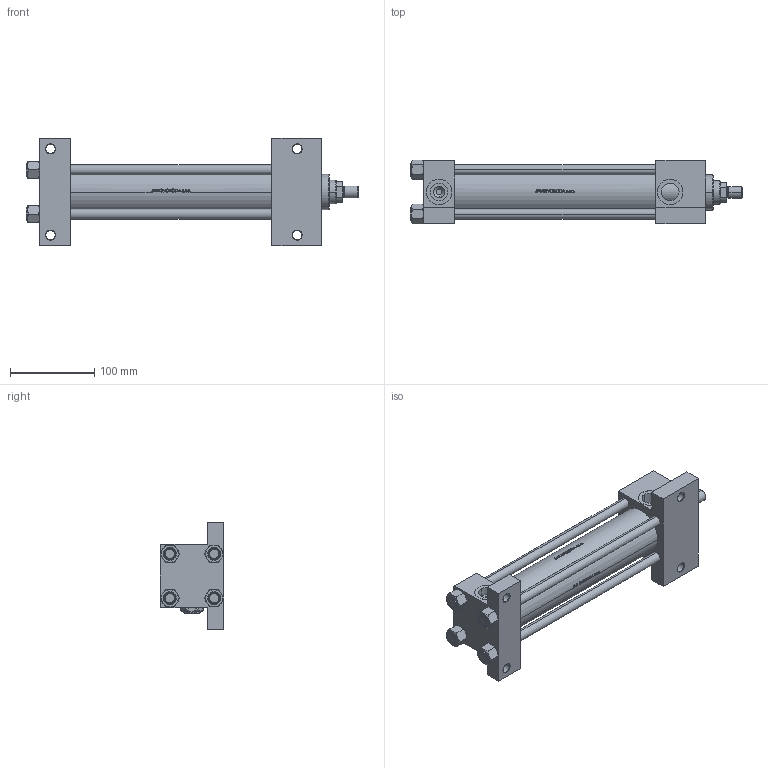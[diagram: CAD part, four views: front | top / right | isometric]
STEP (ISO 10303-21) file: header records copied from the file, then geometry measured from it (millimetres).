
FILE_DESCRIPTION (( 'STEP AP203' ), '1' );
FILE_NAME ('fb8d.STEP', '2024-10-24T08:49:11', ( '' ), ( '' ), 'SwSTEP 2.0', 'SolidWorks 2019', '' );
FILE_SCHEMA (( 'CONFIG_CONTROL_DESIGN' ));
Length unit declared in the file: millimetre
Products named in the file (8): V215CR_G_Body f0061c96ba9241370039ec20490d4458; fb8d; Zatka_pro_OIL_PORT f0061c96ba9241370039ec20490d4458; V215_VC_A f0061c96ba9241370039ec20490d4458; V215CR_VCP_G f0061c96ba9241370039ec20490d4458; ROD_END_E f0061c96ba9241370039ec20490d4458; NUT_M5_G f0061c96ba9241370039ec20490d4458; V215CR_G_TYCINKA f0061c96ba9241370039ec20490d4458
Assembly tree (14 placements, depth 2):
  fb8d
    V215CR_G_Body f0061c96ba9241370039ec20490d4458
    V215CR_VCP_G f0061c96ba9241370039ec20490d4458
    V215CR_G_TYCINKA f0061c96ba9241370039ec20490d4458  x4
    NUT_M5_G f0061c96ba9241370039ec20490d4458  x4
    V215_VC_A f0061c96ba9241370039ec20490d4458
    ROD_END_E f0061c96ba9241370039ec20490d4458
    Zatka_pro_OIL_PORT f0061c96ba9241370039ec20490d4458  x2
Bounding box: 393 x 75.54 x 127 mm (x, y, z)
Volume: 1047193.4 mm3; surface area: 271607.6 mm2
Topology: 14 solids, 14 shells, 1197 faces, 2996 edges, 1917 vertices
Faces by surface type: plane 481, bspline 380, cone 190, cylinder 136, torus 10
Entity records: 49954 total; most frequent: CARTESIAN_POINT 26670, ORIENTED_EDGE 5292, DIRECTION 3342, EDGE_CURVE 2646, VERTEX_POINT 1715, VECTOR 1344, LINE 1344, EDGE_LOOP 1147
